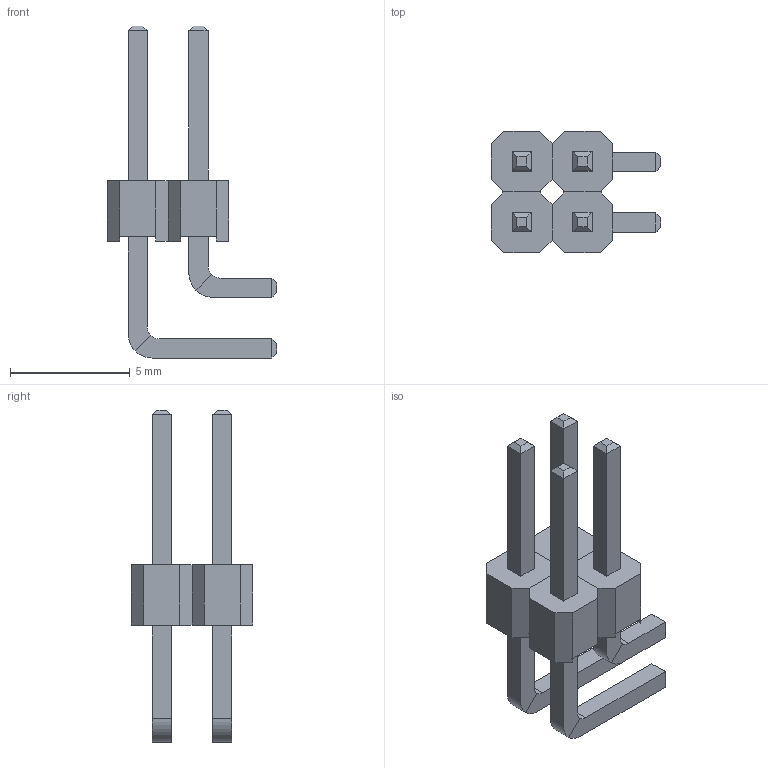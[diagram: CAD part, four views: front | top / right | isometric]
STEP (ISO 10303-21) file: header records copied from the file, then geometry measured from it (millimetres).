
FILE_DESCRIPTION(('FreeCAD Model'),'2;1');
FILE_NAME('2x02_90.stp','2015-04-12T11:44:38',( 'FreeCAD'),('FreeCAD'),'Open CASCADE STEP processor 6.7','FreeCAD', 'Unknown');
FILE_SCHEMA(('AUTOMOTIVE_DESIGN_CC2 { 1 2 10303 214 -1 1 5 4 }'));
Length unit declared in the file: millimetre
Products named in the file (2): Array001; Array
Bounding box: 7.08 x 5.08 x 13.88 mm (x, y, z)
Volume: 93 mm3; surface area: 377.3 mm2
Topology: 8 solids, 8 shells, 152 faces, 360 edges, 224 vertices
Faces by surface type: plane 144, cylinder 8
Entity records: 9038 total; most frequent: CARTESIAN_POINT 1593, DIRECTION 1362, LINE 976, VECTOR 976, ORIENTED_EDGE 720, PCURVE 720, DEFINITIONAL_REPRESENTATION 720, EDGE_CURVE 360
